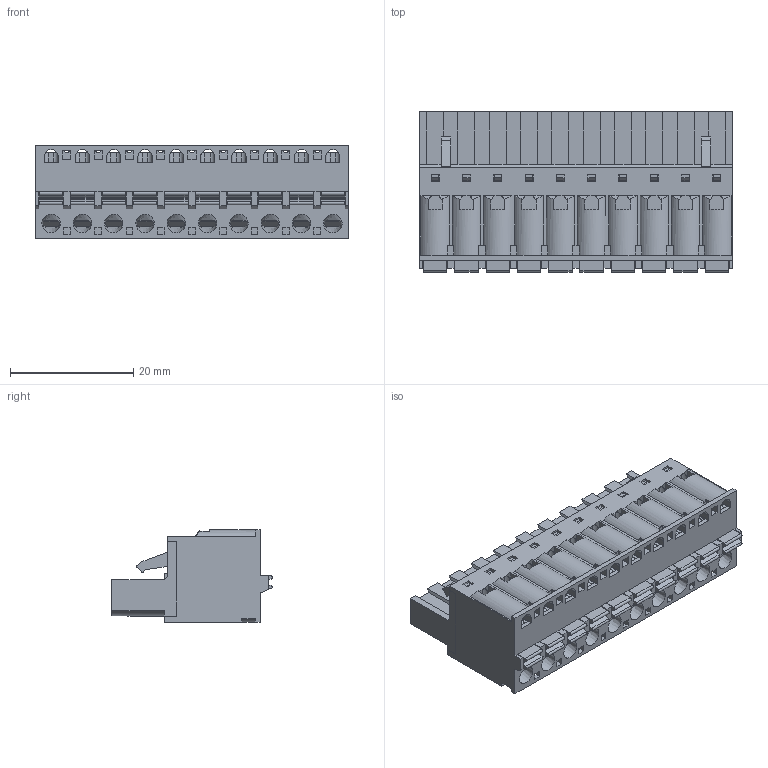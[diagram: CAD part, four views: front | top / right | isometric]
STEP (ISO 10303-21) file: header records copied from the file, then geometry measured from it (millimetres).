
FILE_DESCRIPTION(/* description */ ('Unknown'),/* implementation_level */ '2;1');
FILE_NAME(/* name */ '691353500010',/* time_stamp */ '2022-01-18T15:36:34+01:00',/* author */ ('Unknown'),/* organization */ ('Unknown'),/* preprocessor_version */ 'ST-DEVELOPER v16.7',/* originating_system */ 'Solid Edge',/* authorisation */ 'Unknown');
FILE_SCHEMA (('AUTOMOTIVE_DESIGN {1 0 10303 214 3 1 1}'));
Length unit declared in the file: millimetre
Products named in the file (6): 6913535000xx; 691353500010; 691353500010_BAS; 6913535000xx_LANGUETTE; 6913535000xx_PIN; 6913535000xx_BOUTON
Assembly tree (32 placements, depth 2):
  6913535000xx
    691353500010
    691353500010_BAS
    6913535000xx_LANGUETTE  x10
    6913535000xx_PIN  x10
    6913535000xx_BOUTON  x10
Bounding box: 50.8 x 26.05 x 15 mm (x, y, z)
Volume: 8031.5 mm3; surface area: 20089.4 mm2
Topology: 32 solids, 32 shells, 2736 faces, 7809 edges, 5090 vertices
Faces by surface type: plane 2118, cylinder 578, bspline 30, cone 10
Full cylindrical faces by diameter (mm): 1.5 x10, 3 x10
Entity records: 48486 total; most frequent: CARTESIAN_POINT 9778, ORIENTED_EDGE 8298, DIRECTION 7525, EDGE_CURVE 4149, LINE 3611, VECTOR 3611, VERTEX_POINT 2730, AXIS2_PLACEMENT_3D 1957
